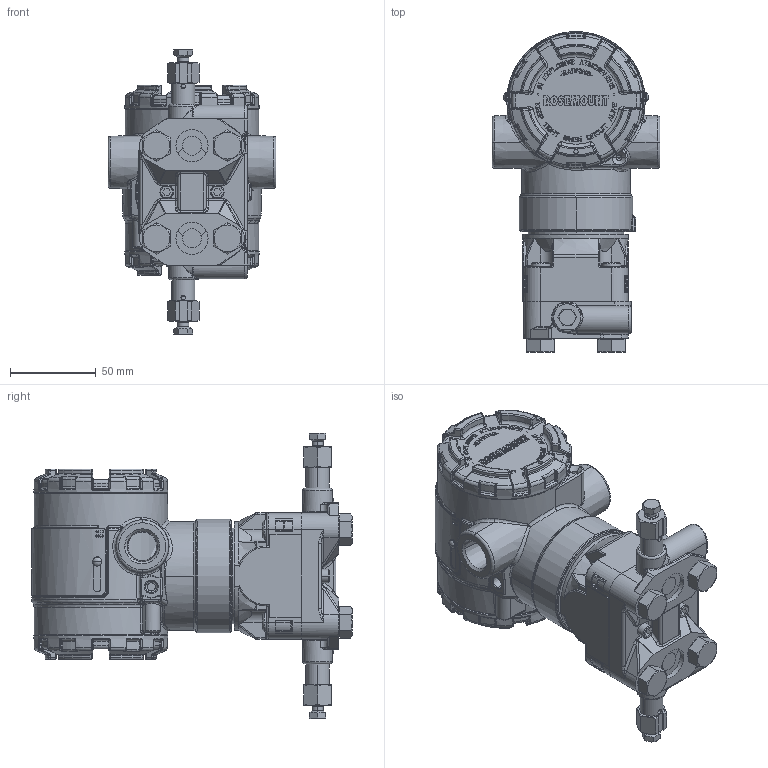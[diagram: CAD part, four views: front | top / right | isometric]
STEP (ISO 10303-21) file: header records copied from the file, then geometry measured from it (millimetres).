
FILE_DESCRIPTION((''),'2;1');
FILE_NAME('2051CD-3D_SW0004','2013-05-09T',('johnarm'),('Rosemount Measurement Division'),'PRO/ENGINEER BY PARAMETRIC TECHNOLOGY CORPORATION, 2010180','PRO/ENGINEER BY PARAMETRIC TECHNOLOGY CORPORATION, 2010180','');
FILE_SCHEMA(('CONFIG_CONTROL_DESIGN'));
Products named in the file (1): 2051CD-3D_SW0004
Bounding box: 97.79 x 186.72 x 166.37 mm (x, y, z)
Surface area: 128815.4 mm2 (no closed solid volume)
Topology: 0 solids, 56 shells, 2265 faces, 7752 edges, 5441 vertices
Faces by surface type: plane 742, bspline 648, cylinder 457, torus 232, cone 124, sphere 61, extrusion 1
Entity records: 112699 total; most frequent: CARTESIAN_POINT 52027, ORIENTED_EDGE 12885, DIRECTION 10615, EDGE_CURVE 7696, VERTEX_POINT 5441, VECTOR 4257, LINE 4256, AXIS2_PLACEMENT_3D 3179
